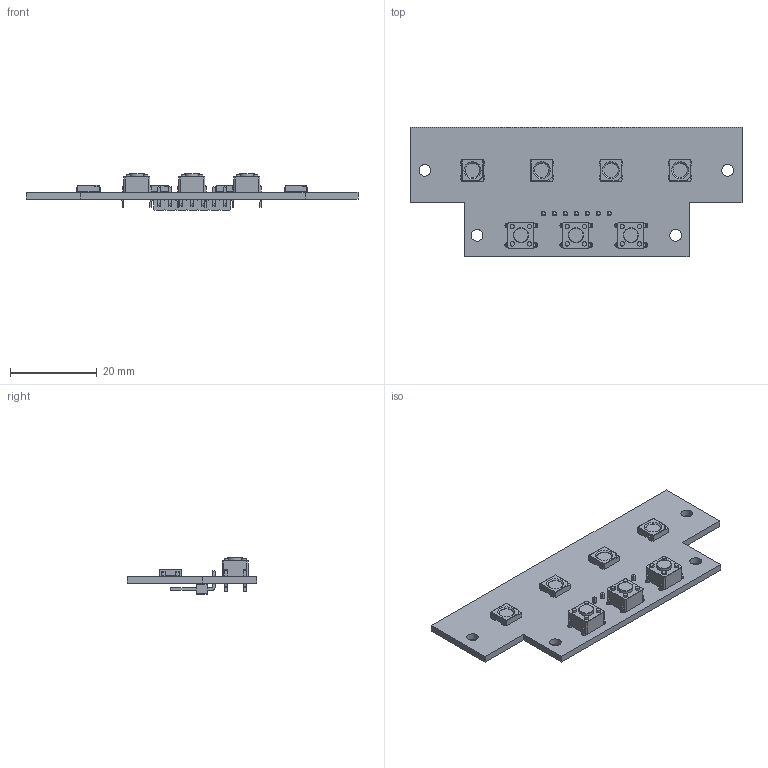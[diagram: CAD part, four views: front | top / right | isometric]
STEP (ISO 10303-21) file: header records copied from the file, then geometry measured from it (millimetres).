
FILE_DESCRIPTION(('KiCad electronic assembly'),'2;1');
FILE_NAME('PushButtons.step','2024-12-02T13:27:51',('Pcbnew'),('Kicad'), 'Open CASCADE STEP processor 7.8','KiCad to STEP converter','Unknown' );
FILE_SCHEMA(('AUTOMOTIVE_DESIGN { 1 0 10303 214 1 1 1 1 }'));
Length unit declared in the file: millimetre
Products named in the file (8): PushButtons 1; LED_WS2812B_PLCC4_5.0x5.0mm_P3.2mm; LED_WS2812B_PLCC4_50x50mm_P32mm; SW_PUSH_6mm; PinHeader_1x07_P2.54mm_Horizontal; PinHeader_1x07_P254mm_Horizontal; PushButtons_PCB
Assembly tree (12 placements, depth 3):
  PushButtons 1
    LED_WS2812B_PLCC4_5.0x5.0mm_P3.2mm  x4
      LED_WS2812B_PLCC4_50x50mm_P32mm
    SW_PUSH_6mm  x3
      SW_PUSH_6mm
    PinHeader_1x07_P2.54mm_Horizontal
      PinHeader_1x07_P254mm_Horizontal
    PushButtons_PCB
Bounding box: 76.75 x 30 x 8.54 mm (x, y, z)
Volume: 3832.9 mm3; surface area: 5779.6 mm2
Topology: 9 solids, 9 shells, 813 faces, 2203 edges, 1425 vertices
Faces by surface type: plane 565, cylinder 241, cone 4, torus 3
Full cylindrical faces by diameter (mm): 1 x19, 1.1 x12, 2.7 x4, 3.333 x4, 3.5 x3
Entity records: 14945 total; most frequent: CARTESIAN_POINT 2129, ORIENTED_EDGE 2092, DIRECTION 2050, EDGE_CURVE 1046, LINE 866, VECTOR 866, VERTEX_POINT 671, AXIS2_PLACEMENT_3D 592
